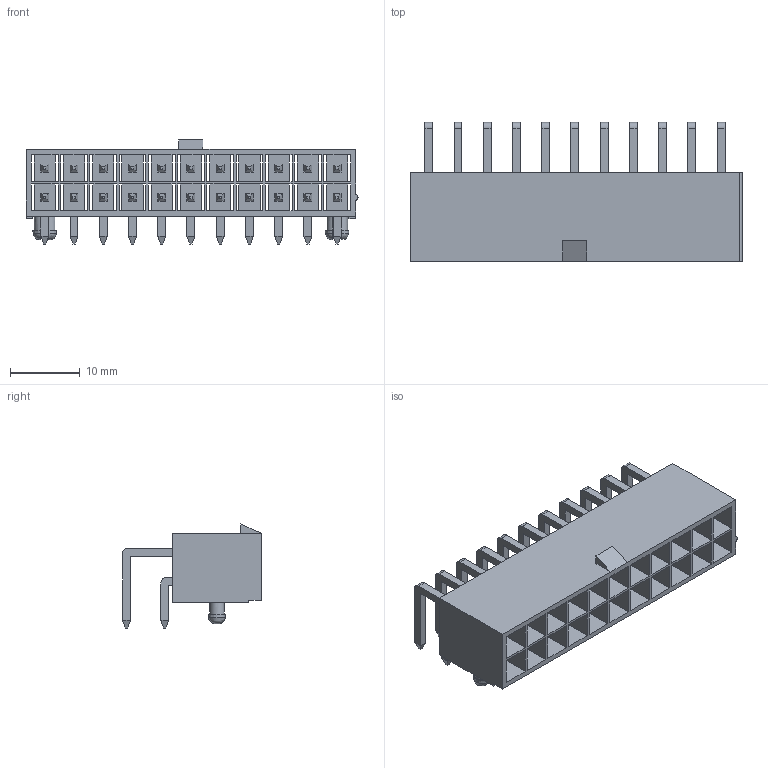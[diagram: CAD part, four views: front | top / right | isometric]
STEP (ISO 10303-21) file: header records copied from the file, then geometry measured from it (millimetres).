
FILE_DESCRIPTION( ( 'Unknown' ), '1' );
FILE_NAME( '649022227222.stp', 'Unknown', ( 'Unknown' ), ( 'Unknown' ), 'PSStep 14.0', 'Unknown', ' ' );
FILE_SCHEMA( ( 'AUTOMOTIVE_DESIGN { 1 0 10303 214 1 1 1 1 }' ) );
Length unit declared in the file: millimetre
Products named in the file (4): Assem1; 6490xx227222_PIN; 6490xx227222_PIN_BIS; 64902229522
Assembly tree (23 placements, depth 2):
  Assem1
    6490xx227222_PIN  x11
    6490xx227222_PIN_BIS  x11
    64902229522
Bounding box: 47.7 x 19.97 x 14.95 mm (x, y, z)
Volume: 2947.9 mm3; surface area: 9145.9 mm2
Topology: 23 solids, 23 shells, 768 faces, 1888 edges, 1170 vertices
Faces by surface type: plane 729, cylinder 27, bspline 12
Entity records: 19948 total; most frequent: CARTESIAN_POINT 5506, ORIENTED_EDGE 2296, DIRECTION 2006, EDGE_CURVE 1148, LINE 1106, VECTOR 1106, VERTEX_POINT 730, EDGE_LOOP 564
